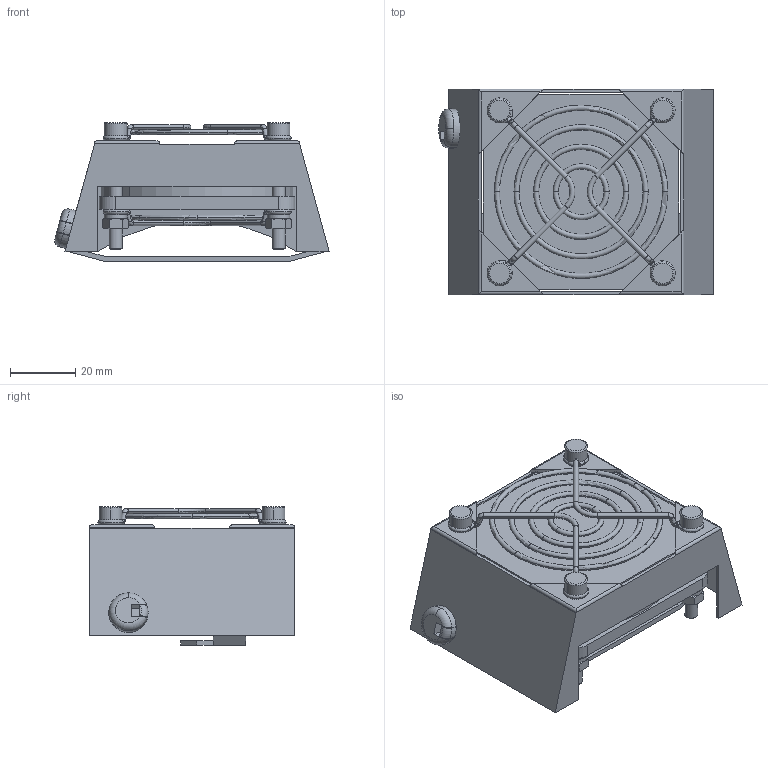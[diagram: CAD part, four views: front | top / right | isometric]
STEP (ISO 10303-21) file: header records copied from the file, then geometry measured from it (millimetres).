
FILE_DESCRIPTION((''),'1');
FILE_NAME('PMZ01253G','2006-01-31T',('marxmankel'),(''),'PRO/ENGINEER BY PARAMETRIC TECHNOLOGY CORPORATION, 2000420','PRO/ENGINEER BY PARAMETRIC TECHNOLOGY CORPORATION, 2000420','');
FILE_SCHEMA(('CONFIG_CONTROL_DESIGN'));
Length unit declared in the file: millimetre
Products named in the file (1): PMZ01253G
Bounding box: 84.21 x 63 x 42.59 mm (x, y, z)
Volume: 77620.4 mm3; surface area: 40700.3 mm2
Topology: 13 solids, 13 shells, 467 faces, 1092 edges, 638 vertices
Faces by surface type: cylinder 167, plane 158, torus 103, cone 27, bspline 12
Entity records: 15365 total; most frequent: CARTESIAN_POINT 4884, DIRECTION 2213, ORIENTED_EDGE 2140, EDGE_CURVE 1070, AXIS2_PLACEMENT_3D 864, VERTEX_POINT 626, EDGE_LOOP 502, VECTOR 485
